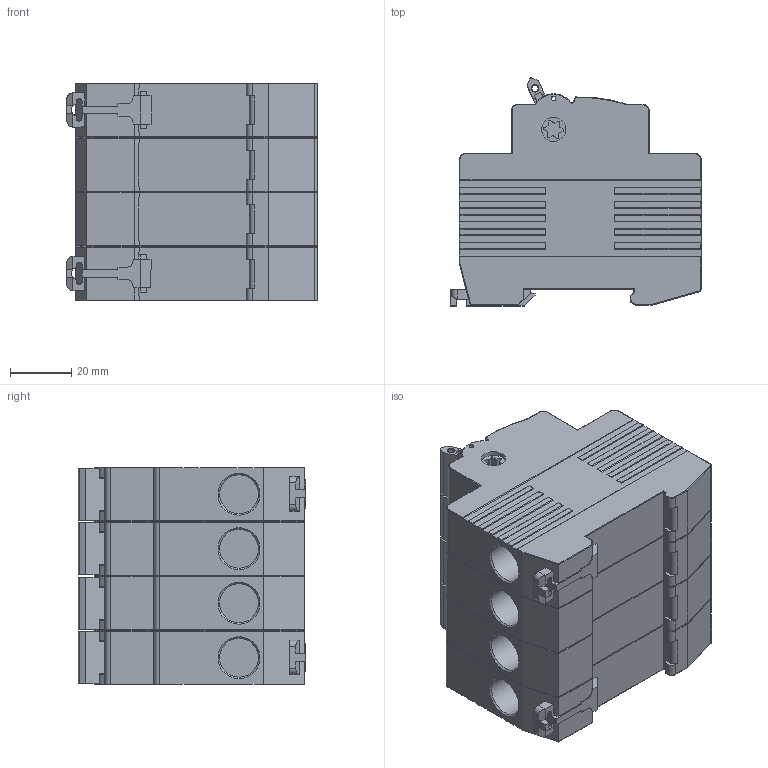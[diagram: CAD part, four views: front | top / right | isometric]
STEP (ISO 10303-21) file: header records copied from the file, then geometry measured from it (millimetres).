
FILE_DESCRIPTION (( 'STEP AP214' ), '1' );
FILE_NAME ('ﾂﾍ-32 4ﾐ.STEP', '2017-03-22T06:33:07', ( '' ), ( '' ), 'SwSTEP 2.0', 'SolidWorks 2014', '' );
FILE_SCHEMA (( 'AUTOMOTIVE_DESIGN' ));
Length unit declared in the file: millimetre
Products named in the file (1): ﾂﾍ-32 4ﾐ
Bounding box: 81.79 x 74.41 x 71.22 mm (x, y, z)
Volume: 290856.5 mm3; surface area: 43005.8 mm2
Topology: 1 solids, 3 shells, 1036 faces, 2625 edges, 1614 vertices
Faces by surface type: plane 577, cylinder 343, torus 72, cone 24, sphere 12, bspline 8
Full cylindrical faces by diameter (mm): 1.5 x5, 2.1 x4, 7.5 x8, 7.9 x2, 12.7 x8
Entity records: 40682 total; most frequent: CARTESIAN_POINT 6112, ORIENTED_EDGE 5090, DIRECTION 4922, EDGE_CURVE 2545, LINE 1784, VECTOR 1784, VERTEX_POINT 1589, AXIS2_PLACEMENT_3D 1569
